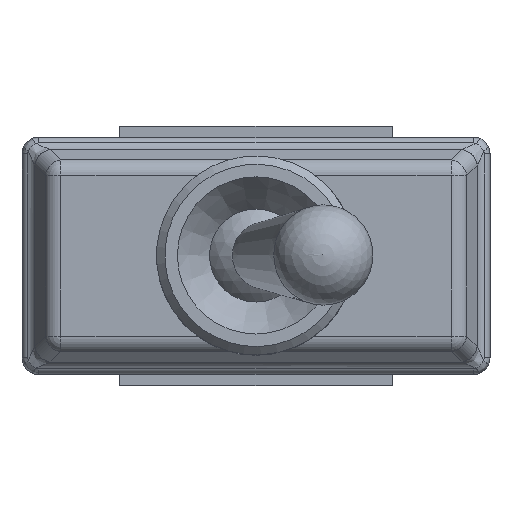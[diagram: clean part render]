
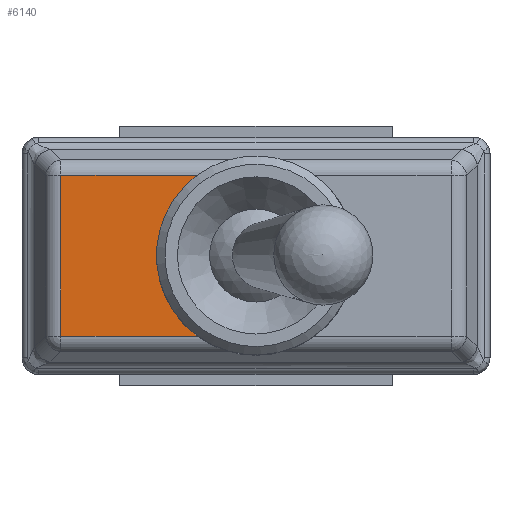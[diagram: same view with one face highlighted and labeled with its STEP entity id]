
A CAD part, top view. The second image highlights one B-rep face of the part: STEP entity #6140.
In plain terms, the highlighted planar face has unit normal (0, 0, 1).
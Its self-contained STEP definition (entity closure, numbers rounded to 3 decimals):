
#524=LINE('',#10147,#1015);
#536=LINE('',#10349,#1027);
#543=LINE('',#10518,#1034);
#1015=VECTOR('',#7883,10.);
#1027=VECTOR('',#7935,10.);
#1034=VECTOR('',#7974,10.);
#1637=FACE_OUTER_BOUND('',#2022,.T.);
#2022=EDGE_LOOP('',(#5552,#5553,#5554,#5555));
#2377=CIRCLE('',#6849,5.953);
#2766=VERTEX_POINT('',#9970);
#2778=VERTEX_POINT('',#10144);
#2794=VERTEX_POINT('',#10347);
#2803=VERTEX_POINT('',#10517);
#3475=EDGE_CURVE('',#2778,#2766,#524,.T.);
#3507=EDGE_CURVE('',#2794,#2778,#536,.T.);
#3529=EDGE_CURVE('',#2766,#2803,#543,.T.);
#3806=EDGE_CURVE('',#2794,#2803,#2377,.T.);
#5552=ORIENTED_EDGE('',*,*,#3806,.T.);
#5553=ORIENTED_EDGE('',*,*,#3529,.F.);
#5554=ORIENTED_EDGE('',*,*,#3475,.F.);
#5555=ORIENTED_EDGE('',*,*,#3507,.F.);
#5781=PLANE('',#6848);
#6140=ADVANCED_FACE('',(#1637),#5781,.T.);
#6848=AXIS2_PLACEMENT_3D('',#11219,#8693,#8694);
#6849=AXIS2_PLACEMENT_3D('',#11220,#8695,#8696);
#7883=DIRECTION('',(0.,1.,0.));
#7935=DIRECTION('',(-1.,0.,0.));
#7974=DIRECTION('',(1.,0.,0.));
#8693=DIRECTION('center_axis',(0.,0.,
1.));
#8694=DIRECTION('ref_axis',(1.,0.,0.));
#8695=DIRECTION('center_axis',(0.,0.,
-1.));
#8696=DIRECTION('ref_axis',(-1.,0.,0.));
#9970=CARTESIAN_POINT('',(-11.677,4.815,4.7));
#10144=CARTESIAN_POINT('',(-11.677,-4.815,4.7));
#10147=CARTESIAN_POINT('',(-11.677,1.625,4.7));
#10347=CARTESIAN_POINT('',(-3.5,-4.815,4.7));
#10349=CARTESIAN_POINT('',(-3.35,-4.815,4.7));
#10517=CARTESIAN_POINT('',(-3.5,4.815,4.7));
#10518=CARTESIAN_POINT('',(3.35,4.815,4.7));
#11219=CARTESIAN_POINT('Origin',(0.,0.,
4.7));
#11220=CARTESIAN_POINT('Origin',(0.,0.,4.7));
